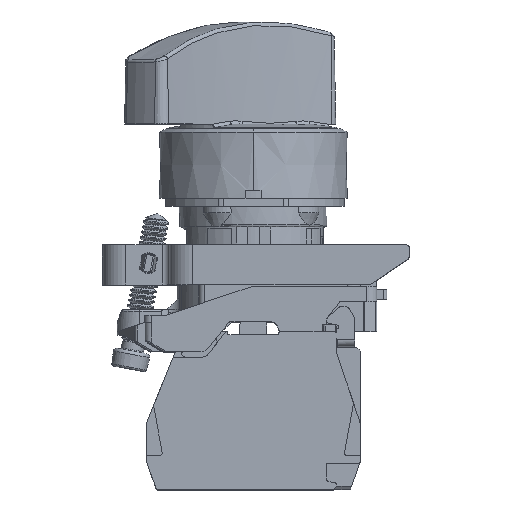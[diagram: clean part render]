
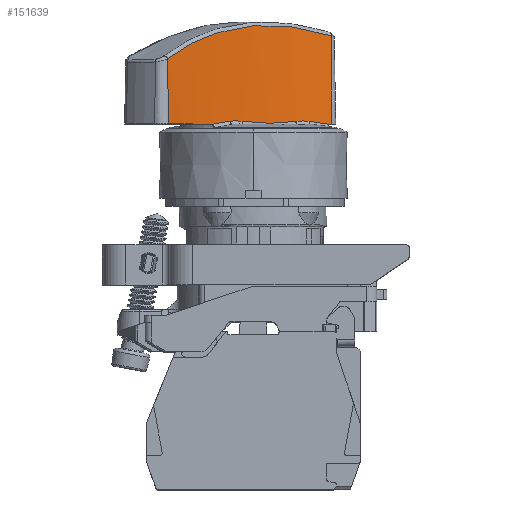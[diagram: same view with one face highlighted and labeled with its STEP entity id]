
A CAD part, top view. The second image highlights one B-rep face of the part: STEP entity #151639.
In plain terms, the highlighted conical face has half-angle 1 degrees and reference radius 151.993 mm.
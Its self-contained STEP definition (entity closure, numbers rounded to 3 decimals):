
#134022=CARTESIAN_POINT('',(-10.86,29.701,
-6.032));
#134024=CARTESIAN_POINT('',(-113.147,29.701,
106.217));
#134025=DIRECTION('',(0.,-1.,0.));
#134026=DIRECTION('',(0.78,0.,-0.626));
#134027=AXIS2_PLACEMENT_3D('',#134024,#134025,#134026);
#134084=CARTESIAN_POINT('',(-113.147,29.701,
106.217));
#134085=DIRECTION('',(0.,-1.,0.));
#134086=DIRECTION('',(0.622,0.,-0.783));
#134087=AXIS2_PLACEMENT_3D('',#134084,#134085,#134086);
#134099=CARTESIAN_POINT('',(5.335,29.701,
11.219));
#134123=CARTESIAN_POINT('',(5.335,29.691,
11.219));
#134326=CARTESIAN_POINT('',(-10.86,29.691,
-6.032));
#134335=CARTESIAN_POINT('',(2.982,30.144,
8.344));
#134336=CARTESIAN_POINT('',(3.206,30.113,
8.611));
#134337=CARTESIAN_POINT('',(3.642,30.047,
9.134));
#134338=CARTESIAN_POINT('',(4.25,29.937,
9.873));
#134339=CARTESIAN_POINT('',(4.836,29.813,
10.595));
#134340=CARTESIAN_POINT('',(5.175,29.731,
11.018));
#134341=CARTESIAN_POINT('',(5.335,29.691,
11.219));
#134343=CARTESIAN_POINT('',(1.277,30.111,
6.358));
#134344=CARTESIAN_POINT('',(1.444,30.137,
6.548));
#134345=CARTESIAN_POINT('',(1.793,30.181,
6.949));
#134346=CARTESIAN_POINT('',(2.361,30.202,
7.609));
#134347=CARTESIAN_POINT('',(2.77,30.173,
8.092));
#134348=CARTESIAN_POINT('',(2.982,30.144,
8.344));
#134350=CARTESIAN_POINT('',(-6.264,30.111,
-1.676));
#134351=CARTESIAN_POINT('',(-6.056,30.081,
-1.468));
#134352=CARTESIAN_POINT('',(-5.661,30.028,
-1.074));
#134353=CARTESIAN_POINT('',(-5.14,29.969,
-0.548));
#134354=CARTESIAN_POINT('',(-4.68,29.925,
-0.079));
#134355=CARTESIAN_POINT('',(-4.272,29.892,
0.339));
#134356=CARTESIAN_POINT('',(-3.91,29.869,
0.714));
#134357=CARTESIAN_POINT('',(-3.587,29.852,
1.05));
#134358=CARTESIAN_POINT('',(-3.296,29.841,
1.354));
#134359=CARTESIAN_POINT('',(-3.039,29.833,
1.625));
#134360=CARTESIAN_POINT('',(-2.813,29.829,
1.863));
#134361=CARTESIAN_POINT('',(-2.6,29.827,
2.089));
#134362=CARTESIAN_POINT('',(-2.384,29.826,
2.319));
#134363=CARTESIAN_POINT('',(-2.164,29.827,
2.554));
#134364=CARTESIAN_POINT('',(-1.941,29.831,
2.793));
#134365=CARTESIAN_POINT('',(-1.727,29.836,
3.023));
#134366=CARTESIAN_POINT('',(-1.526,29.842,
3.241));
#134367=CARTESIAN_POINT('',(-1.295,29.852,
3.491));
#134368=CARTESIAN_POINT('',(-1.043,29.864,
3.766));
#134369=CARTESIAN_POINT('',(-0.765,29.882,
4.071));
#134370=CARTESIAN_POINT('',(-0.446,29.905,
4.422));
#134371=CARTESIAN_POINT('',(-0.119,29.934,
4.784));
#134372=CARTESIAN_POINT('',(0.229,29.97,
5.173));
#134373=CARTESIAN_POINT('',(0.589,30.012,
5.576));
#134374=CARTESIAN_POINT('',(0.946,30.061,
5.981));
#134375=CARTESIAN_POINT('',(1.169,30.094,
6.234));
#134376=CARTESIAN_POINT('',(1.277,30.111,
6.358));
#134378=CARTESIAN_POINT('',(-8.139,30.144,
-3.502));
#134379=CARTESIAN_POINT('',(-7.901,30.173,
-3.275));
#134380=CARTESIAN_POINT('',(-7.445,30.202,
-2.836));
#134381=CARTESIAN_POINT('',(-6.822,30.181,
-2.228));
#134382=CARTESIAN_POINT('',(-6.444,30.137,
-1.855));
#134383=CARTESIAN_POINT('',(-6.264,30.111,
-1.676));
#134385=CARTESIAN_POINT('',(-10.86,29.691,
-6.032));
#134386=CARTESIAN_POINT('',(-10.659,29.733,
-5.851));
#134387=CARTESIAN_POINT('',(-10.261,29.814,
-5.488));
#134388=CARTESIAN_POINT('',(-9.652,29.925,
-4.926));
#134389=CARTESIAN_POINT('',(-9.09,30.015,
-4.403));
#134390=CARTESIAN_POINT('',(-8.579,30.089,
-3.921));
#134391=CARTESIAN_POINT('',(-8.279,30.127,
-3.636));
#134392=CARTESIAN_POINT('',(-8.139,30.144,
-3.502));
#134394=DIRECTION('',(-0.009,-1.,0.016));
#134395=VECTOR('',#134394,0.01);
#134396=CARTESIAN_POINT('',(-10.86,29.701,
-6.032));
#134397=LINE('',#134396,#134395);
#134398=DIRECTION('',(-0.011,-1.,0.014));
#134399=VECTOR('',#134398,9.75);
#134400=CARTESIAN_POINT('',(-18.6,39.449,
-12.843));
#134401=LINE('',#134400,#134399);
#134402=CARTESIAN_POINT('',(5.961,42.974,
11.632));
#134403=CARTESIAN_POINT('',(5.065,43.334,
10.493));
#134404=CARTESIAN_POINT('',(3.229,43.927,
8.231));
#134405=CARTESIAN_POINT('',(0.335,44.439,
4.88));
#134406=CARTESIAN_POINT('',(-2.661,44.568,
1.618));
#134407=CARTESIAN_POINT('',(-5.755,44.314,
-1.55));
#134408=CARTESIAN_POINT('',(-8.922,43.678,
-4.599));
#134409=CARTESIAN_POINT('',(-12.134,42.664,
-7.51));
#134410=CARTESIAN_POINT('',(-15.378,41.27,
-10.278));
#134411=CARTESIAN_POINT('',(-17.528,40.097,
-12.005));
#134412=CARTESIAN_POINT('',(-18.6,39.449,
-12.843));
#134414=DIRECTION('',(0.017,1.,-0.008));
#134415=VECTOR('',#134414,0.01);
#134416=CARTESIAN_POINT('',(5.335,29.691,
11.219));
#134417=LINE('',#134416,#134415);
#136469=DIRECTION('',(-0.014,-1.,0.011));
#136470=VECTOR('',#136469,13.275);
#136471=CARTESIAN_POINT('',(5.961,42.974,
11.632));
#136472=LINE('',#136471,#136470);
#146957=VERTEX_POINT('',#134022);
#146958=VERTEX_POINT('',#134099);
#147038=VERTEX_POINT('',#134402);
#147039=VERTEX_POINT('',#134412);
#147054=VERTEX_POINT('',#134343);
#147055=VERTEX_POINT('',#134348);
#147056=VERTEX_POINT('',#134350);
#147057=VERTEX_POINT('',#134378);
#147059=VERTEX_POINT('',#134123);
#147060=VERTEX_POINT('',#134326);
#147088=CARTESIAN_POINT('',(-18.706,29.701,
-12.709));
#147089=VERTEX_POINT('',#147088);
#147090=CARTESIAN_POINT('',(5.78,29.701,
11.776));
#147091=VERTEX_POINT('',#147090);
#151615=CARTESIAN_POINT('',(-113.147,37.101,
106.217));
#151616=DIRECTION('',(0.,1.,0.));
#151617=DIRECTION('',(0.707,0.,-0.707));
#151618=AXIS2_PLACEMENT_3D('',#151615,#151616,#151617);
#151619=CONICAL_SURFACE('',#151618,151.993,1.);
#151620=ORIENTED_EDGE('',*,*,#151102,.F.);
#151622=ORIENTED_EDGE('',*,*,#151621,.F.);
#151624=ORIENTED_EDGE('',*,*,#151623,.F.);
#151625=ORIENTED_EDGE('',*,*,#151553,.F.);
#151626=ORIENTED_EDGE('',*,*,#151601,.F.);
#151627=ORIENTED_EDGE('',*,*,#150895,.F.);
#151628=ORIENTED_EDGE('',*,*,#150963,.F.);
#151630=ORIENTED_EDGE('',*,*,#151629,.F.);
#151632=ORIENTED_EDGE('',*,*,#151631,.F.);
#151634=ORIENTED_EDGE('',*,*,#151633,.T.);
#151635=ORIENTED_EDGE('',*,*,#150917,.F.);
#151636=ORIENTED_EDGE('',*,*,#151004,.F.);
#151637=EDGE_LOOP('',(#151620,#151622,#151624,#151625,#151626,#151627,#151628,
#151630,#151632,#151634,#151635,#151636));
#151638=FACE_OUTER_BOUND('',#151637,.F.);
#134028=CIRCLE('',#134027,151.864);
#134088=CIRCLE('',#134087,151.864);
#134342=B_SPLINE_CURVE_WITH_KNOTS('',3,(#134335,#134336,#134337,#134338,#134339,
#134340,#134341),.UNSPECIFIED.,.F.,.F.,(4,1,1,1,4),(0.,0.25,0.5,0.75,
1.),.UNSPECIFIED.);
#134349=B_SPLINE_CURVE_WITH_KNOTS('',3,(#134343,#134344,#134345,#134346,#134347,
#134348),.UNSPECIFIED.,.F.,.F.,(4,1,1,4),(0.,0.333,
0.667,1.),.UNSPECIFIED.);
#134377=B_SPLINE_CURVE_WITH_KNOTS('',3,(#134350,#134351,#134352,#134353,#134354,
#134355,#134356,#134357,#134358,#134359,#134360,#134361,#134362,#134363,#134364,
#134365,#134366,#134367,#134368,#134369,#134370,#134371,#134372,#134373,#134374,
#134375,#134376),.UNSPECIFIED.,.F.,.F.,(4,1,1,1,1,1,1,1,1,1,1,1,1,1,1,1,1,1,1,1,
1,1,1,1,4),(0.,0.042,0.083,0.125,0.167,
0.208,0.25,0.292,0.333,0.375,
0.417,0.458,0.5,0.542,0.583,
0.625,0.667,0.708,0.75,0.792,
0.833,0.875,0.917,0.958,1.),
.UNSPECIFIED.);
#134384=B_SPLINE_CURVE_WITH_KNOTS('',3,(#134378,#134379,#134380,#134381,#134382,
#134383),.UNSPECIFIED.,.F.,.F.,(4,1,1,4),(0.,0.333,
0.667,1.),.UNSPECIFIED.);
#134393=B_SPLINE_CURVE_WITH_KNOTS('',3,(#134385,#134386,#134387,#134388,#134389,
#134390,#134391,#134392),.UNSPECIFIED.,.F.,.F.,(4,1,1,1,1,4),(0.,0.2,0.4,
0.6,0.8,1.),.UNSPECIFIED.);
#134413=B_SPLINE_CURVE_WITH_KNOTS('',3,(#134402,#134403,#134404,#134405,#134406,
#134407,#134408,#134409,#134410,#134411,#134412),.UNSPECIFIED.,.F.,.F.,(4,1,1,1,
1,1,1,1,4),(0.,0.125,0.25,0.375,0.5,0.625,0.75,0.875,1.),
.UNSPECIFIED.);
#150895=EDGE_CURVE('',#146957,#147060,#134397,.T.);
#150917=EDGE_CURVE('',#146958,#147091,#134028,.T.);
#150963=EDGE_CURVE('',#147089,#146957,#134088,.T.);
#151004=EDGE_CURVE('',#147059,#146958,#134417,.T.);
#151102=EDGE_CURVE('',#147055,#147059,#134342,.T.);
#151553=EDGE_CURVE('',#147057,#147056,#134384,.T.);
#151601=EDGE_CURVE('',#147060,#147057,#134393,.T.);
#151621=EDGE_CURVE('',#147054,#147055,#134349,.T.);
#151623=EDGE_CURVE('',#147056,#147054,#134377,.T.);
#151629=EDGE_CURVE('',#147039,#147089,#134401,.T.);
#151631=EDGE_CURVE('',#147038,#147039,#134413,.T.);
#151633=EDGE_CURVE('',#147038,#147091,#136472,.T.);
#151639=ADVANCED_FACE('',(#151638),#151619,.F.);
